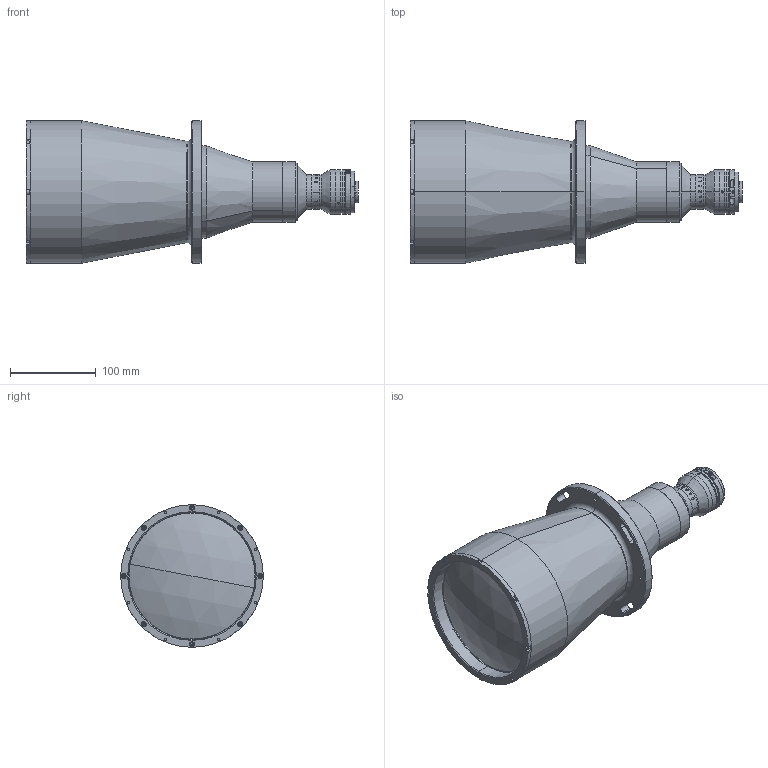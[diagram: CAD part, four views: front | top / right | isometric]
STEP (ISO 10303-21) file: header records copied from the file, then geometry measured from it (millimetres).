
FILE_DESCRIPTION (( 'STEP AP203' ), '1' );
FILE_NAME ('XF-PTL12216-0133-260C-(HD).STEP', '2018-12-25T05:27:24', ( 'lawlynn' ), ( '' ), 'SwSTEP 2.0', 'SolidWorks 2014', '' );
FILE_SCHEMA (( 'CONFIG_CONTROL_DESIGN' ));
Length unit declared in the file: millimetre
Products named in the file (1): XF-PTL12216-0133-260C-(HD)
Bounding box: 386.98 x 166 x 166 mm (x, y, z)
Surface area: 215622.4 mm2 (no closed solid volume)
Topology: 0 solids, 50 shells, 325 faces, 1422 edges, 1130 vertices
Faces by surface type: cylinder 147, plane 110, cone 46, torus 18, sphere 4
Entity records: 20416 total; most frequent: CARTESIAN_POINT 8972, DIRECTION 2356, ORIENTED_EDGE 2046, EDGE_CURVE 1408, VERTEX_POINT 1130, AXIS2_PLACEMENT_3D 898, CIRCLE 572, VECTOR 560
